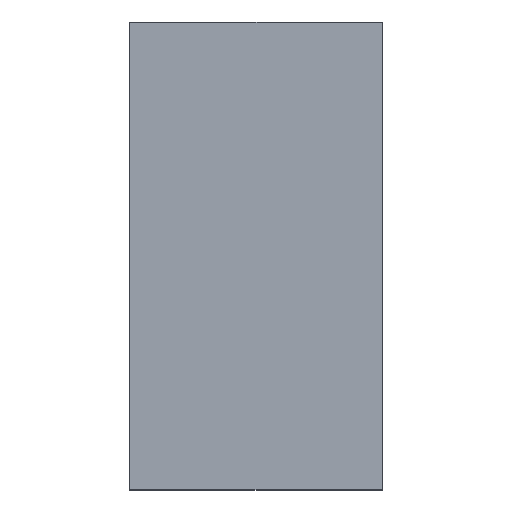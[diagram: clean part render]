
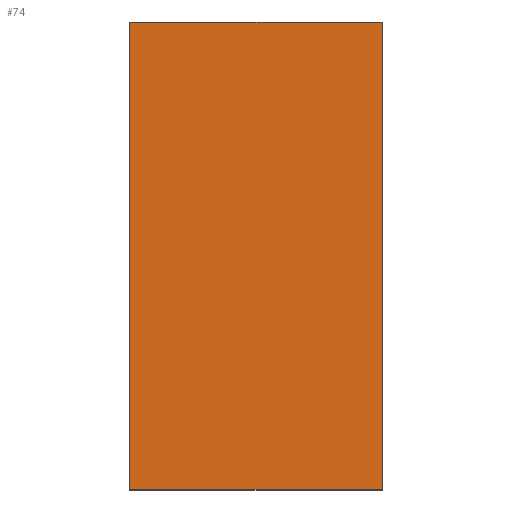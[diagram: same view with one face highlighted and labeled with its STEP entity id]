
A CAD part, top view. The second image highlights one B-rep face of the part: STEP entity #74.
In plain terms, the highlighted planar face has unit normal (0, 0, 1).
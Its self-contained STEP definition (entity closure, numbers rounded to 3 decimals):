
#1 = EDGE_LOOP ( 'NONE', ( #152, #78, #14, #53 ) ) ;
#14 = ORIENTED_EDGE ( 'NONE', *, *, #50, .T. ) ;
#20 = EDGE_CURVE ( 'NONE', #88, #161, #122, .T. ) ;
#34 = VERTEX_POINT ( 'NONE', #211 ) ;
#38 = DIRECTION ( 'NONE',  ( 1., 0., 0. ) ) ;
#49 = VECTOR ( 'NONE', #184, 1000. ) ;
#50 = EDGE_CURVE ( 'NONE', #168, #88, #135, .T. ) ;
#51 = CARTESIAN_POINT ( 'NONE',  ( 10., -18.5, 1. ) ) ;
#53 = ORIENTED_EDGE ( 'NONE', *, *, #20, .T. ) ;
#58 = AXIS2_PLACEMENT_3D ( 'NONE', #51, #218, #38 ) ;
#59 = LINE ( 'NONE', #166, #167 ) ;
#74 = ADVANCED_FACE ( 'NONE', ( #160 ), #179, .T. ) ;
#78 = ORIENTED_EDGE ( 'NONE', *, *, #188, .T. ) ;
#87 = CARTESIAN_POINT ( 'NONE',  ( -10., 18.5, 1. ) ) ;
#88 = VERTEX_POINT ( 'NONE', #162 ) ;
#108 = CARTESIAN_POINT ( 'NONE',  ( 10., -18.5, 1. ) ) ;
#109 = CARTESIAN_POINT ( 'NONE',  ( -10., 18.5, 1. ) ) ;
#110 = EDGE_CURVE ( 'NONE', #161, #34, #59, .T. ) ;
#111 = LINE ( 'NONE', #216, #200 ) ;
#122 = LINE ( 'NONE', #145, #49 ) ;
#132 = VECTOR ( 'NONE', #198, 1000. ) ;
#135 = LINE ( 'NONE', #87, #132 ) ;
#145 = CARTESIAN_POINT ( 'NONE',  ( -10., -18.5, 1. ) ) ;
#150 = DIRECTION ( 'NONE',  ( -1., 0., 0. ) ) ;
#152 = ORIENTED_EDGE ( 'NONE', *, *, #110, .T. ) ;
#160 = FACE_OUTER_BOUND ( 'NONE', #1, .T. ) ;
#161 = VERTEX_POINT ( 'NONE', #108 ) ;
#162 = CARTESIAN_POINT ( 'NONE',  ( -10., -18.5, 1. ) ) ;
#166 = CARTESIAN_POINT ( 'NONE',  ( 10., 18.5, 1. ) ) ;
#167 = VECTOR ( 'NONE', #199, 1000. ) ;
#168 = VERTEX_POINT ( 'NONE', #109 ) ;
#179 = PLANE ( 'NONE',  #58 ) ;
#184 = DIRECTION ( 'NONE',  ( 1., 0., 0. ) ) ;
#188 = EDGE_CURVE ( 'NONE', #34, #168, #111, .T. ) ;
#198 = DIRECTION ( 'NONE',  ( 0., -1., 0. ) ) ;
#199 = DIRECTION ( 'NONE',  ( 0., 1., 0. ) ) ;
#200 = VECTOR ( 'NONE', #150, 1000. ) ;
#211 = CARTESIAN_POINT ( 'NONE',  ( 10., 18.5, 1. ) ) ;
#216 = CARTESIAN_POINT ( 'NONE',  ( -10., 18.5, 1. ) ) ;
#218 = DIRECTION ( 'NONE',  ( 0., 0., 1. ) ) ;
